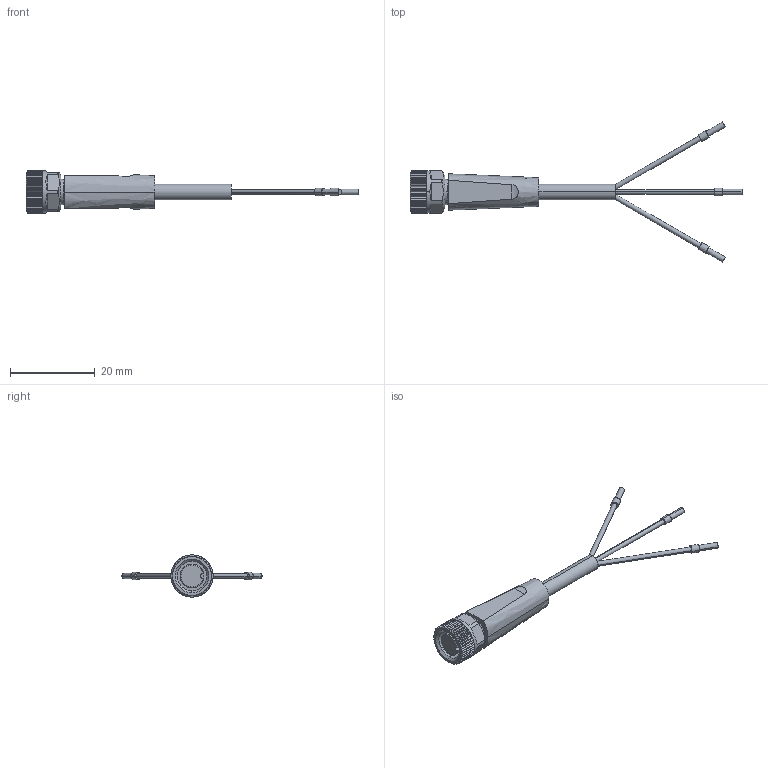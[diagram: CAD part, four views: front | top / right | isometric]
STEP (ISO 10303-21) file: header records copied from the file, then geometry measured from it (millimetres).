
FILE_DESCRIPTION(('HOOPS Exchange Step'),'2;1');
FILE_NAME('export-1C7EF68B-EA5E-47E6-A4F4-F2718A0205B7.stp','2022-06-25T13:14:56+02:00',('Engineering'),('Alibre'),'HOOPS Exchange 2021.0','Alibre','Unknown authorisation');
FILE_SCHEMA( ('AP242_MANAGED_MODEL_BASED_3D_ENGINEERING_MIM_LF {1 0 10303 442 1 1 4 }') );
Length unit declared in the file: millimetre
Products named in the file (1): 5953 EVC151 Straight Female M8 4-pole (5m)
Bounding box: 78.5 x 33.17 x 9.96 mm (x, y, z)
Volume: 1909.3 mm3; surface area: 1890.8 mm2
Topology: 1 solids, 1 shells, 245 faces, 691 edges, 460 vertices
Faces by surface type: plane 191, cylinder 33, cone 10, torus 9, bspline 2
Entity records: 8918 total; most frequent: CARTESIAN_POINT 2746, ORIENTED_EDGE 1382, DIRECTION 1237, EDGE_CURVE 691, VERTEX_POINT 460, AXIS2_PLACEMENT_3D 457, VECTOR 323, LINE 323
